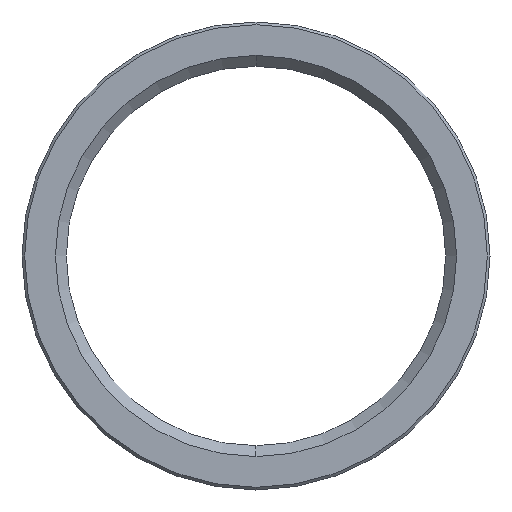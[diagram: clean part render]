
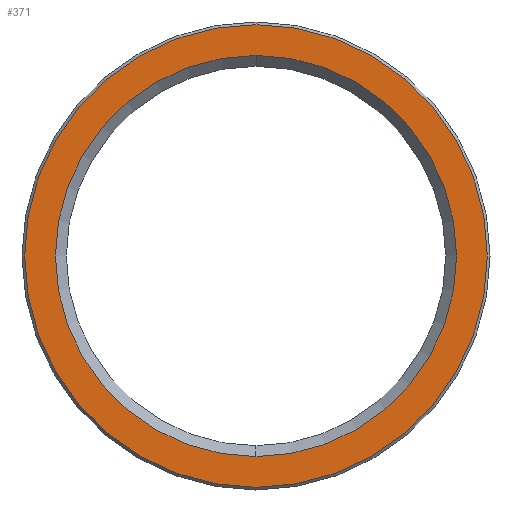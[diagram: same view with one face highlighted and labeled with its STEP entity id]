
A CAD part, left-side view. The second image highlights one B-rep face of the part: STEP entity #371.
In plain terms, the highlighted planar face has unit normal (-1, 0, 0).
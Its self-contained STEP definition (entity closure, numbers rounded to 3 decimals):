
#41 = CARTESIAN_POINT ( 'NONE',  ( -8., 0., 17.3 ) ) ;
#42 = VERTEX_POINT ( 'NONE', #50 ) ;
#50 = CARTESIAN_POINT ( 'NONE',  ( -8., 0., -15. ) ) ;
#67 = AXIS2_PLACEMENT_3D ( 'NONE', #95, #389, #421 ) ;
#75 = CARTESIAN_POINT ( 'NONE',  ( -8., 0., 0. ) ) ;
#87 = CIRCLE ( 'NONE', #153, 17.3 ) ;
#95 = CARTESIAN_POINT ( 'NONE',  ( -8., 0., 0. ) ) ;
#106 = DIRECTION ( 'NONE',  ( 0., 0., -1. ) ) ;
#121 = DIRECTION ( 'NONE',  ( -1., 0., 0. ) ) ;
#153 = AXIS2_PLACEMENT_3D ( 'NONE', #405, #121, #237 ) ;
#188 = DIRECTION ( 'NONE',  ( -1., 0., 0. ) ) ;
#189 = DIRECTION ( 'NONE',  ( 1., 0., 0. ) ) ;
#190 = EDGE_CURVE ( 'NONE', #494, #42, #471, .T. ) ;
#201 = DIRECTION ( 'NONE',  ( -1., 0., 0. ) ) ;
#221 = AXIS2_PLACEMENT_3D ( 'NONE', #407, #201, #367 ) ;
#235 = PLANE ( 'NONE',  #253 ) ;
#237 = DIRECTION ( 'NONE',  ( 0., 0., 1. ) ) ;
#243 = ORIENTED_EDGE ( 'NONE', *, *, #271, .F. ) ;
#253 = AXIS2_PLACEMENT_3D ( 'NONE', #467, #189, #106 ) ;
#254 = VERTEX_POINT ( 'NONE', #305 ) ;
#271 = EDGE_CURVE ( 'NONE', #42, #494, #386, .T. ) ;
#279 = DIRECTION ( 'NONE',  ( 0., 0., 1. ) ) ;
#286 = VERTEX_POINT ( 'NONE', #41 ) ;
#302 = AXIS2_PLACEMENT_3D ( 'NONE', #75, #188, #279 ) ;
#305 = CARTESIAN_POINT ( 'NONE',  ( -8., 0., -17.3 ) ) ;
#314 = ORIENTED_EDGE ( 'NONE', *, *, #190, .F. ) ;
#326 = CARTESIAN_POINT ( 'NONE',  ( -8., 0., 15. ) ) ;
#367 = DIRECTION ( 'NONE',  ( 0., 0., 1. ) ) ;
#368 = CIRCLE ( 'NONE', #221, 17.3 ) ;
#371 = ADVANCED_FACE ( 'PLANAR_0', ( #384, #445 ), #235, .F. ) ;
#384 = FACE_BOUND ( 'NONE', #490, .T. ) ;
#386 = CIRCLE ( 'NONE', #302, 15. ) ;
#389 = DIRECTION ( 'NONE',  ( -1., 0., 0. ) ) ;
#405 = CARTESIAN_POINT ( 'NONE',  ( -8., 0., 0. ) ) ;
#407 = CARTESIAN_POINT ( 'NONE',  ( -8., 0., 0. ) ) ;
#413 = EDGE_LOOP ( 'NONE', ( #456, #472 ) ) ;
#421 = DIRECTION ( 'NONE',  ( 0., 0., 1. ) ) ;
#435 = EDGE_CURVE ( 'NONE', #254, #286, #368, .T. ) ;
#445 = FACE_OUTER_BOUND ( 'NONE', #413, .T. ) ;
#456 = ORIENTED_EDGE ( 'NONE', *, *, #435, .T. ) ;
#458 = EDGE_CURVE ( 'NONE', #286, #254, #87, .T. ) ;
#467 = CARTESIAN_POINT ( 'NONE',  ( -8., 17.5, 0. ) ) ;
#471 = CIRCLE ( 'NONE', #67, 15. ) ;
#472 = ORIENTED_EDGE ( 'NONE', *, *, #458, .T. ) ;
#490 = EDGE_LOOP ( 'NONE', ( #314, #243 ) ) ;
#494 = VERTEX_POINT ( 'NONE', #326 ) ;
